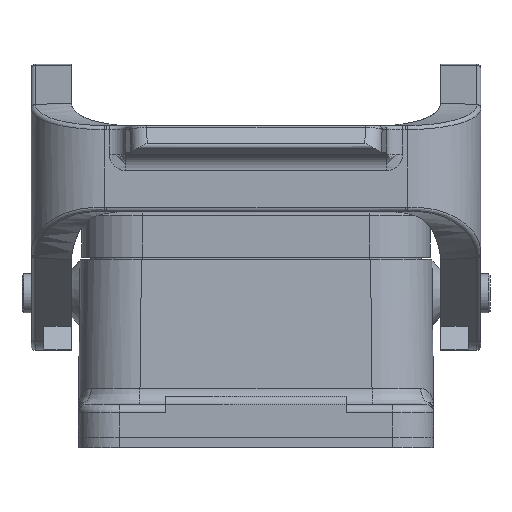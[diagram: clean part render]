
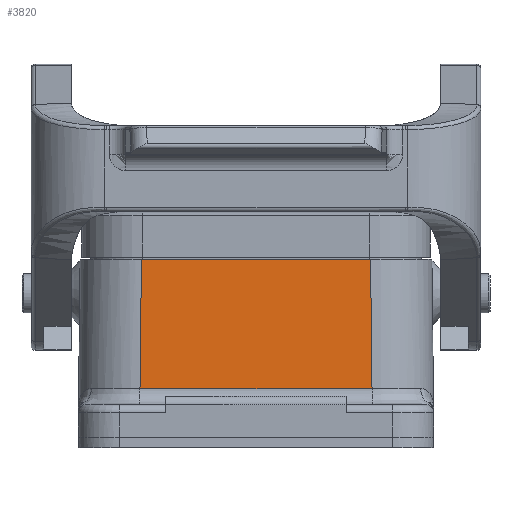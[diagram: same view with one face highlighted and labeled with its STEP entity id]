
A CAD part, left-side view. The second image highlights one B-rep face of the part: STEP entity #3820.
In plain terms, the highlighted planar face has unit normal (-1, 0, 0.026).
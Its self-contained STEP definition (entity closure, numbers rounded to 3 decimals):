
#3820=ADVANCED_FACE('',(#5076),#4429,.T.);
#4429=PLANE('',#20844);
#5076=FACE_OUTER_BOUND('',#5959,.T.);
#5959=EDGE_LOOP('',(#9555,#9556,#9557,#9558));
#9555=ORIENTED_EDGE('',*,*,#13594,.T.);
#9556=ORIENTED_EDGE('',*,*,#13553,.T.);
#9557=ORIENTED_EDGE('',*,*,#13595,.T.);
#9558=ORIENTED_EDGE('',*,*,#13512,.T.);
#11594=VERTEX_POINT('',#33375);
#11595=VERTEX_POINT('',#33377);
#11629=VERTEX_POINT('',#33457);
#11630=VERTEX_POINT('',#33459);
#13512=EDGE_CURVE('',#11595,#11594,#16873,.T.);
#13553=EDGE_CURVE('',#11630,#11629,#16894,.T.);
#13594=EDGE_CURVE('',#11594,#11630,#16919,.T.);
#13595=EDGE_CURVE('',#11629,#11595,#16920,.T.);
#16873=LINE('',#33376,#18345);
#16894=LINE('',#33458,#18366);
#16919=LINE('',#33583,#18391);
#16920=LINE('',#33584,#18392);
#18345=VECTOR('',#24355,1.);
#18366=VECTOR('',#24428,1.);
#18391=VECTOR('',#24473,1.);
#18392=VECTOR('',#24474,1.);
#20844=AXIS2_PLACEMENT_3D('',#33585,#24475,#24476);
#24355=DIRECTION('',(0.,1.,0.));
#24428=DIRECTION('',(0.,-1.,0.));
#24473=DIRECTION('',(-0.026,0.011,-1.));
#24474=DIRECTION('',(0.026,0.011,1.));
#24475=DIRECTION('',(-1.,0.,0.026));
#24476=DIRECTION('',(0.026,0.,1.));
#33375=CARTESIAN_POINT('',(-36.3,14.002,5.7));
#33376=CARTESIAN_POINT('',(-36.3,-21.5,5.7));
#33377=CARTESIAN_POINT('',(-36.3,-14.002,5.7));
#33457=CARTESIAN_POINT('',(-36.714,-14.18,-10.102));
#33458=CARTESIAN_POINT('',(-36.714,-14.202,-10.102));
#33459=CARTESIAN_POINT('',(-36.714,14.18,-10.102));
#33583=CARTESIAN_POINT('',(-36.767,14.203,-12.134));
#33584=CARTESIAN_POINT('',(-36.302,-14.003,5.616));
#33585=CARTESIAN_POINT('',(-36.3,0.,5.7));
